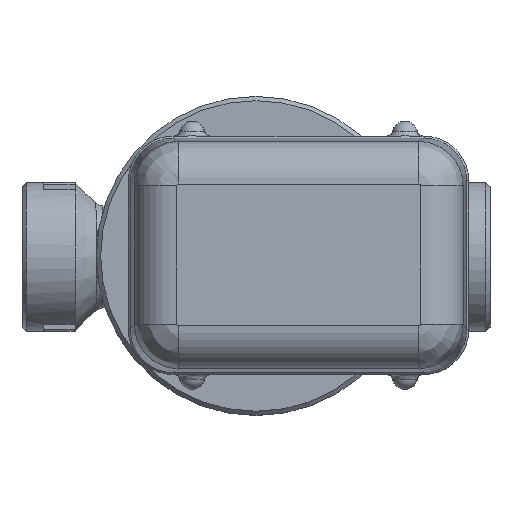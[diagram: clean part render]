
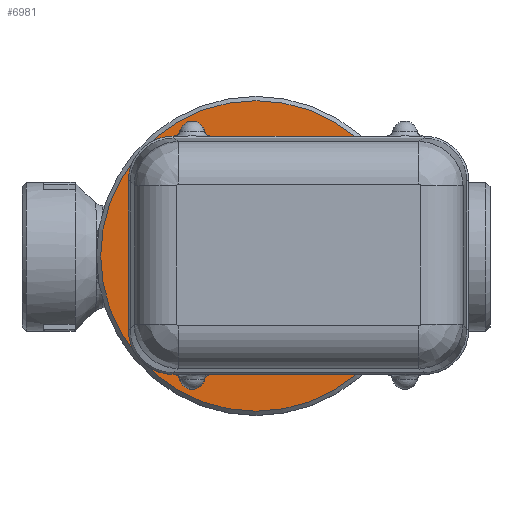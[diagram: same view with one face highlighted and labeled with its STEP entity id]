
A CAD part, top view. The second image highlights one B-rep face of the part: STEP entity #6981.
In plain terms, the highlighted planar face has unit normal (0, 0, 1).
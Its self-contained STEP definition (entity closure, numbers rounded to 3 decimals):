
#6954=CARTESIAN_POINT('',(0.0,0.0,316.8));
#6955=DIRECTION('',(0.0,0.0,-1.0));
#6956=DIRECTION('',(-1.0,0.0,0.0));
#6957=AXIS2_PLACEMENT_3D('',#6954,#6955,#6956);
#6958=PLANE('',#6957);
#6959=CARTESIAN_POINT('',(73.0,0.,316.8));
#6960=VERTEX_POINT('',#6959);
#6961=CARTESIAN_POINT('',(0.0,0.0,316.8));
#6962=DIRECTION('',(0.0,0.0,-1.0));
#6963=DIRECTION('',(-1.0,0.0,0.0));
#6964=AXIS2_PLACEMENT_3D('',#6961,#6962,#6963);
#6965=CIRCLE('',#6964,73.0);
#6966=EDGE_CURVE('',#6960,#6960,#6965,.T.);
#6967=ORIENTED_EDGE('',*,*,#6966,.F.);
#6968=EDGE_LOOP('',(#6967));
#6969=FACE_OUTER_BOUND('',#6968,.T.);
#6970=CARTESIAN_POINT('',(47.5,0.,316.8));
#6971=VERTEX_POINT('',#6970);
#6972=CARTESIAN_POINT('',(0.0,0.0,316.8));
#6973=DIRECTION('',(0.0,0.0,-1.0));
#6974=DIRECTION('',(-1.0,0.0,0.0));
#6975=AXIS2_PLACEMENT_3D('',#6972,#6973,#6974);
#6976=CIRCLE('',#6975,47.5);
#6977=EDGE_CURVE('',#6971,#6971,#6976,.T.);
#6978=ORIENTED_EDGE('',*,*,#6977,.T.);
#6979=EDGE_LOOP('',(#6978));
#6980=FACE_BOUND('',#6979,.T.);
#6981=ADVANCED_FACE('',(#6969,#6980),#6958,.F.);
